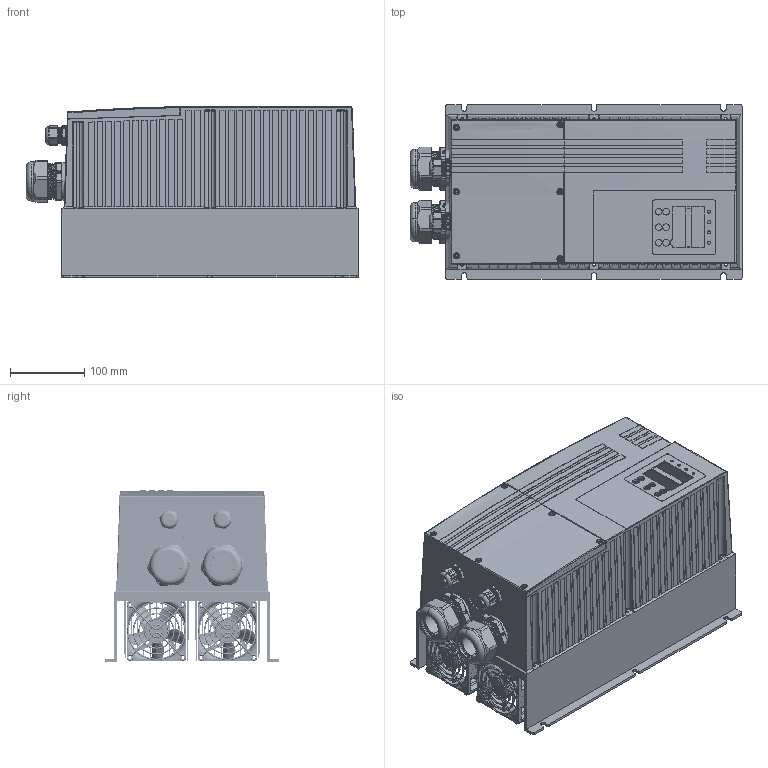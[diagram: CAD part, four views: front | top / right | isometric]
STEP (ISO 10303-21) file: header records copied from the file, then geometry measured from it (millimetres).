
FILE_DESCRIPTION((''),'2;1');
FILE_NAME('ZA7_ASM_ASM','2020-08-03T',('Coco'),(''),'PRO/ENGINEER BY PARAMETRIC TECHNOLOGY CORPORATION, 2010280','PRO/ENGINEER BY PARAMETRIC TECHNOLOGY CORPORATION, 2010280','');
FILE_SCHEMA(('CONFIG_CONTROL_DESIGN'));
Products named in the file (1): ZA7_ASM_ASM
Bounding box: 448.5 x 236 x 231.46 mm (x, y, z)
Surface area: 2446160.7 mm2 (no closed solid volume)
Topology: 0 solids, 42 shells, 4232 faces, 11506 edges, 7490 vertices
Faces by surface type: plane 2283, cylinder 1056, torus 387, cone 222, extrusion 138, bspline 126, sphere 20
Entity records: 186659 total; most frequent: CARTESIAN_POINT 81683, ORIENTED_EDGE 22742, DIRECTION 20398, EDGE_CURVE 11478, VERTEX_POINT 7484, AXIS2_PLACEMENT_3D 6895, VECTOR 6608, LINE 6470
